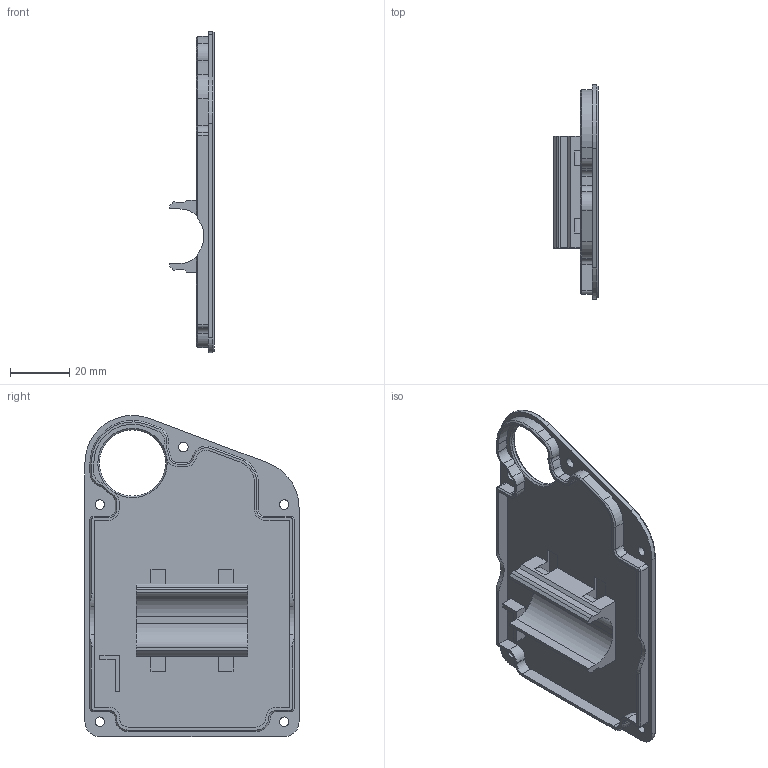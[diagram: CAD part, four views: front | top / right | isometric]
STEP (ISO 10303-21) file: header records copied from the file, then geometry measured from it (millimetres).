
FILE_DESCRIPTION(/* description */ (''),/* implementation_level */ '2;1');
FILE_NAME(/* name */ 'OBS-C-002 v10.step',/* time_stamp */ '2021-02-15T11:53:12+01:00',/* author */ (''),/* organization */ (''),/* preprocessor_version */ 'ST-DEVELOPER v18.1',/* originating_system */ 'Autodesk Translation Framework v9.7.1.1290',/* authorisation */ '');
FILE_SCHEMA (('AUTOMOTIVE_DESIGN { 1 0 10303 214 3 1 1 }'));
Length unit declared in the file: millimetre
Products named in the file (2): OBS-C-002; OBS-C-002 v1 (1)
Assembly tree (1 placements, depth 2):
  OBS-C-002
    OBS-C-002 v1 (1)
Bounding box: 15.1 x 72 x 107.99 mm (x, y, z)
Volume: 19076.8 mm3; surface area: 19882.2 mm2
Topology: 1 solids, 1 shells, 482 faces, 1326 edges, 866 vertices
Faces by surface type: plane 237, bspline 148, cylinder 69, cone 28
Full cylindrical faces by diameter (mm): 3.2 x5, 22.3 x1, 23.3 x1
Entity records: 16201 total; most frequent: CARTESIAN_POINT 4601, ORIENTED_EDGE 2652, DIRECTION 1871, EDGE_CURVE 1326, VERTEX_POINT 866, LINE 863, VECTOR 863, EDGE_LOOP 518
